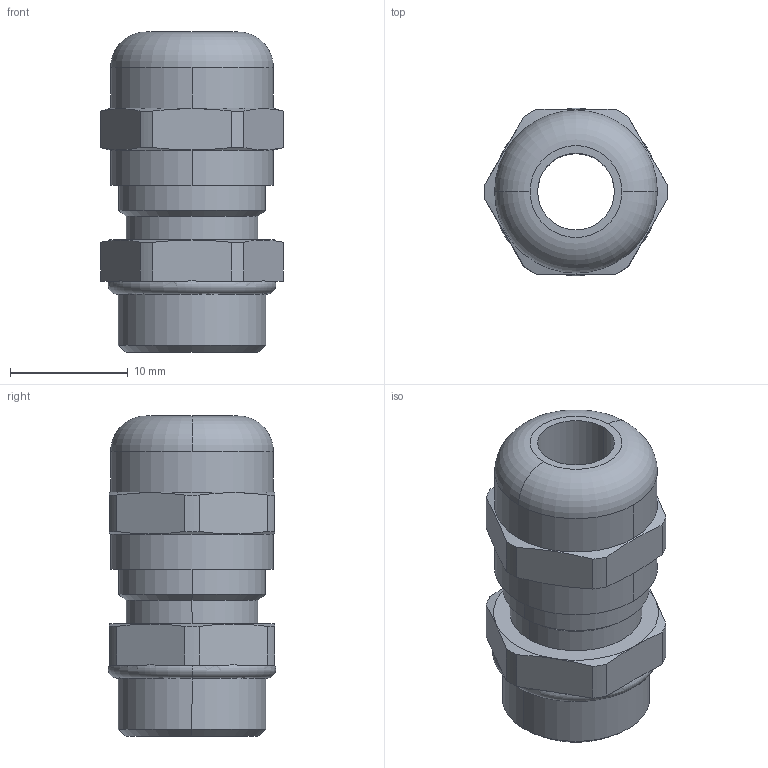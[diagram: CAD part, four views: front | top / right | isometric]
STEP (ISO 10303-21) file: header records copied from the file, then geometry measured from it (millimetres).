
FILE_DESCRIPTION(('Creo Elements/Direct Modeling STEP Export'),'2;1');
FILE_NAME('model.stp','2018-12-11T 9:19:52',(''),(''),'Creo Elements/Direct Modeling STEP processor for AP214 (Solid Model)','Creo Elements/Direct Modeling 18.1I 14-Aug-2016 (C) Parametric Technology GmbH','');
FILE_SCHEMA(('AUTOMOTIVE_DESIGN { 1 0 10303 214 1 1 1 1 }'));
Length unit declared in the file: millimetre
Products named in the file (2): G_INS_PG7_S68N_NNES_S-select
Assembly tree (1 placements, depth 2):
  G_INS_PG7_S68N_NNES_S-select
    G_INS_PG7_S68N_NNES_S-select
Bounding box: 15.49 x 14.2 x 27.14 mm (x, y, z)
Volume: 2892.8 mm3; surface area: 2012.9 mm2
Topology: 1 solids, 1 shells, 64 faces, 163 edges, 103 vertices
Faces by surface type: cylinder 24, plane 22, cone 14, torus 4
Entity records: 2608 total; most frequent: CARTESIAN_POINT 567, ORIENTED_EDGE 326, DIRECTION 300, EDGE_CURVE 163, AXIS2_PLACEMENT_3D 122, VERTEX_POINT 103, EDGE_LOOP 68, COLOUR_RGB 65
